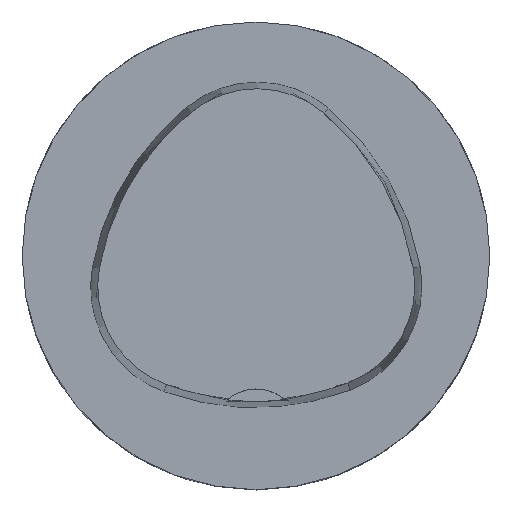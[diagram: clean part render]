
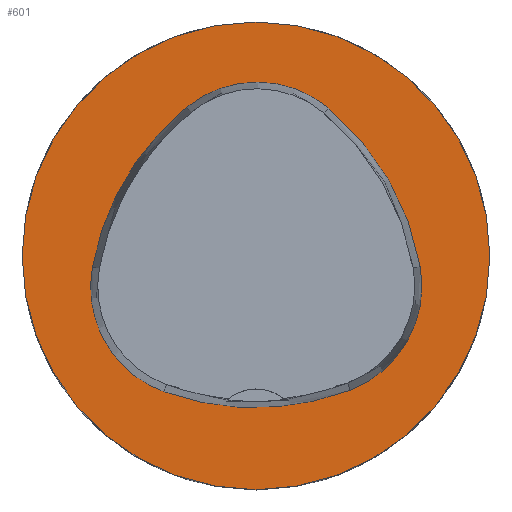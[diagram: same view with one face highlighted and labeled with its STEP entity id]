
A CAD part, top view. The second image highlights one B-rep face of the part: STEP entity #601.
In plain terms, the highlighted planar face has unit normal (0, 0, 1).
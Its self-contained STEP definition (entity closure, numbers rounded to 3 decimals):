
#104=FACE_BOUND('',#1458,.T.);
#105=FACE_BOUND('',#1459,.T.);
#209=CIRCLE('',#5930,31.5);
#210=CIRCLE('',#5936,36.);
#212=CIRCLE('',#5939,15.);
#214=CIRCLE('',#5942,36.);
#216=CIRCLE('',#5945,15.);
#220=CIRCLE('',#5950,36.);
#222=CIRCLE('',#5953,15.);
#601=ADVANCED_FACE('',(#104,#105),#898,.T.);
#898=PLANE('',#5958);
#1458=EDGE_LOOP('',(#2486,#2487,#2488,#2489,#2490,#2491));
#1459=EDGE_LOOP('',(#2492));
#2486=ORIENTED_EDGE('',*,*,#4466,.T.);
#2487=ORIENTED_EDGE('',*,*,#4446,.T.);
#2488=ORIENTED_EDGE('',*,*,#4450,.T.);
#2489=ORIENTED_EDGE('',*,*,#4453,.T.);
#2490=ORIENTED_EDGE('',*,*,#4456,.T.);
#2491=ORIENTED_EDGE('',*,*,#4464,.T.);
#2492=ORIENTED_EDGE('',*,*,#4437,.F.);
#3683=VERTEX_POINT('',#9485);
#3692=VERTEX_POINT('',#9504);
#3693=VERTEX_POINT('',#9505);
#3696=VERTEX_POINT('',#9513);
#3698=VERTEX_POINT('',#9519);
#3700=VERTEX_POINT('',#9525);
#3707=VERTEX_POINT('',#9546);
#4437=EDGE_CURVE('',#3683,#3683,#209,.T.);
#4446=EDGE_CURVE('',#3692,#3693,#210,.T.);
#4450=EDGE_CURVE('',#3693,#3696,#212,.T.);
#4453=EDGE_CURVE('',#3696,#3698,#214,.T.);
#4456=EDGE_CURVE('',#3698,#3700,#216,.T.);
#4464=EDGE_CURVE('',#3700,#3707,#220,.T.);
#4466=EDGE_CURVE('',#3707,#3692,#222,.T.);
#5930=AXIS2_PLACEMENT_3D('',#9484,#6982,#6983);
#5936=AXIS2_PLACEMENT_3D('',#9503,#6998,#6999);
#5939=AXIS2_PLACEMENT_3D('',#9512,#7006,#7007);
#5942=AXIS2_PLACEMENT_3D('',#9518,#7013,#7014);
#5945=AXIS2_PLACEMENT_3D('',#9524,#7020,#7021);
#5950=AXIS2_PLACEMENT_3D('',#9547,#7032,#7033);
#5953=AXIS2_PLACEMENT_3D('',#9550,#7038,#7039);
#5958=AXIS2_PLACEMENT_3D('',#9555,#7048,#7049);
#6982=DIRECTION('',(0.,0.,-1.));
#6983=DIRECTION('',(-1.,0.,0.));
#6998=DIRECTION('',(0.,0.,-1.));
#6999=DIRECTION('',(-1.,0.,0.));
#7006=DIRECTION('',(0.,0.,-1.));
#7007=DIRECTION('',(-1.,0.,0.));
#7013=DIRECTION('',(0.,0.,-1.));
#7014=DIRECTION('',(-1.,0.,0.));
#7020=DIRECTION('',(0.,0.,-1.));
#7021=DIRECTION('',(-1.,0.,0.));
#7032=DIRECTION('',(0.,0.,-1.));
#7033=DIRECTION('',(-1.,0.,0.));
#7038=DIRECTION('',(0.,0.,-1.));
#7039=DIRECTION('',(-1.,0.,0.));
#7048=DIRECTION('',(0.,0.,1.));
#7049=DIRECTION('',(1.,0.,0.));
#9484=CARTESIAN_POINT('',(0.,0.,0.));
#9485=CARTESIAN_POINT('',(-31.5,0.,0.));
#9503=CARTESIAN_POINT('',(13.398,-7.893,0.));
#9504=CARTESIAN_POINT('',(-22.041,-1.562,0.));
#9505=CARTESIAN_POINT('',(-9.317,20.036,0.));
#9512=CARTESIAN_POINT('',(0.148,8.399,0.));
#9513=CARTESIAN_POINT('',(9.779,19.898,0.));
#9518=CARTESIAN_POINT('',(-13.337,-7.7,0.));
#9519=CARTESIAN_POINT('',(22.122,-1.48,0.));
#9524=CARTESIAN_POINT('',(7.347,-4.071,0.));
#9525=CARTESIAN_POINT('',(12.693,-18.087,0.));
#9546=CARTESIAN_POINT('',(-12.373,-18.307,0.));
#9547=CARTESIAN_POINT('',(-0.137,15.55,0.));
#9550=CARTESIAN_POINT('',(-7.275,-4.2,0.));
#9555=CARTESIAN_POINT('',(0.,0.,0.));
